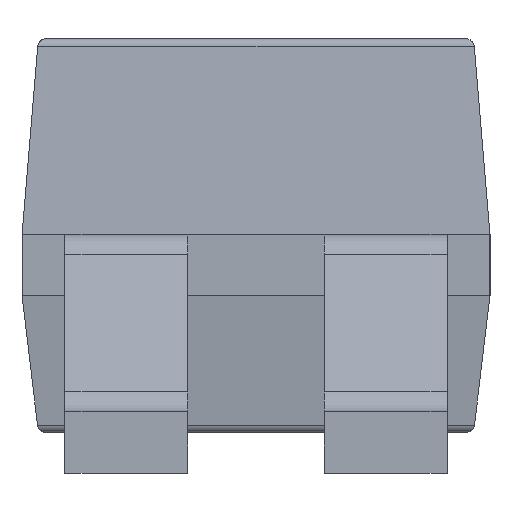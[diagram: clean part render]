
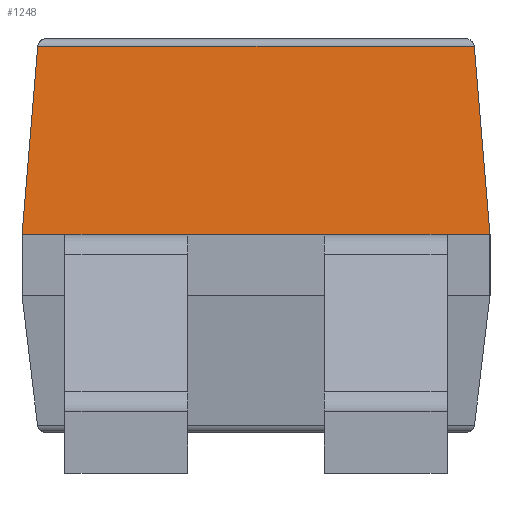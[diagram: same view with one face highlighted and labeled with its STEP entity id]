
A CAD part, left-side view. The second image highlights one B-rep face of the part: STEP entity #1248.
In plain terms, the highlighted planar face has unit normal (-0.997, 0, 0.083).
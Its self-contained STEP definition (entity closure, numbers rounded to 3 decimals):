
#99=FACE_OUTER_BOUND('',#175,.T.);
#175=EDGE_LOOP('',(#865,#866,#867,#868));
#251=LINE('',#1859,#396);
#263=LINE('',#1886,#408);
#264=LINE('',#1888,#409);
#265=LINE('',#1889,#410);
#396=VECTOR('',#1482,1.);
#408=VECTOR('',#1512,1.);
#409=VECTOR('',#1513,1.);
#410=VECTOR('',#1514,1.);
#540=VERTEX_POINT('',#1856);
#541=VERTEX_POINT('',#1858);
#547=VERTEX_POINT('',#1885);
#548=VERTEX_POINT('',#1887);
#657=EDGE_CURVE('',#540,#541,#251,.T.);
#671=EDGE_CURVE('',#540,#547,#263,.T.);
#672=EDGE_CURVE('',#547,#548,#264,.T.);
#673=EDGE_CURVE('',#541,#548,#265,.T.);
#865=ORIENTED_EDGE('',*,*,#671,.T.);
#866=ORIENTED_EDGE('',*,*,#672,.T.);
#867=ORIENTED_EDGE('',*,*,#673,.F.);
#868=ORIENTED_EDGE('',*,*,#657,.F.);
#1190=PLANE('',#1358);
#1248=ADVANCED_FACE('',(#99),#1190,.F.);
#1358=AXIS2_PLACEMENT_3D('',#1884,#1510,#1511);
#1482=DIRECTION('',(0.,1.,0.));
#1510=DIRECTION('center_axis',(0.997,0.,-0.083));
#1511=DIRECTION('ref_axis',(0.,1.,0.));
#1512=DIRECTION('',(0.083,0.083,0.993));
#1513=DIRECTION('',(0.,1.,0.));
#1514=DIRECTION('',(0.083,-0.083,0.993));
#1856=CARTESIAN_POINT('',(-3.2,-2.29,2.336));
#1858=CARTESIAN_POINT('',(-3.2,2.29,2.336));
#1859=CARTESIAN_POINT('',(-3.2,-2.29,2.336));
#1884=CARTESIAN_POINT('Origin',(-3.12,-2.29,3.293));
#1885=CARTESIAN_POINT('',(-3.046,-2.136,4.177));
#1886=CARTESIAN_POINT('',(-3.121,-2.211,3.287));
#1887=CARTESIAN_POINT('',(-3.046,2.136,4.177));
#1888=CARTESIAN_POINT('',(-3.046,-2.13,4.177));
#1889=CARTESIAN_POINT('',(-3.105,2.195,3.475));
